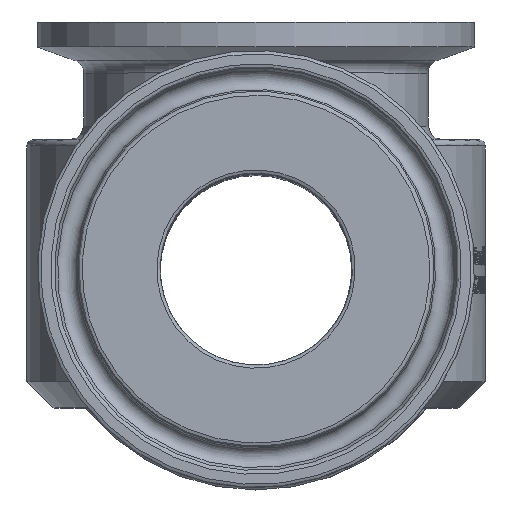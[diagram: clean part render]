
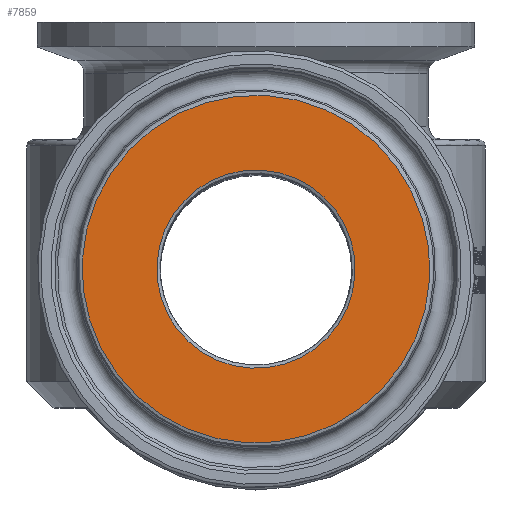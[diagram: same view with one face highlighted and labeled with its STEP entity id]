
A CAD part, top view. The second image highlights one B-rep face of the part: STEP entity #7859.
In plain terms, the highlighted planar face has unit normal (0, 0, 1).
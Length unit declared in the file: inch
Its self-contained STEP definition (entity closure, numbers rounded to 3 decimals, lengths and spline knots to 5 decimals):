
#158=FACE_BOUND('',#1469,.T.);
#372=PLANE('',#8374);
#961=FACE_OUTER_BOUND('',#1468,.T.);
#1468=EDGE_LOOP('',(#7201));
#1469=EDGE_LOOP('',(#7202));
#1739=CIRCLE('',#8373,0.45);
#1740=CIRCLE('',#8375,0.78916);
#3872=VERTEX_POINT('',#16718);
#3873=VERTEX_POINT('',#16721);
#4998=EDGE_CURVE('',#3872,#3872,#1739,.T.);
#4999=EDGE_CURVE('',#3873,#3873,#1740,.T.);
#7201=ORIENTED_EDGE('',*,*,#4999,.F.);
#7202=ORIENTED_EDGE('',*,*,#4998,.F.);
#7859=ADVANCED_FACE('',(#961,#158),#372,.T.);
#8373=AXIS2_PLACEMENT_3D('',#16719,#9887,#9888);
#8374=AXIS2_PLACEMENT_3D('',#16720,#9889,#9890);
#8375=AXIS2_PLACEMENT_3D('',#16722,#9891,#9892);
#9887=DIRECTION('center_axis',(0.,0.,
1.));
#9888=DIRECTION('ref_axis',(0.23,0.973,0.));
#9889=DIRECTION('center_axis',(0.,0.,
1.));
#9890=DIRECTION('ref_axis',(-0.973,0.23,0.));
#9891=DIRECTION('center_axis',(0.,0.,
-1.));
#9892=DIRECTION('ref_axis',(0.23,0.973,0.));
#16718=CARTESIAN_POINT('',(-0.1037,-1.56289,3.));
#16719=CARTESIAN_POINT('Origin',(0.,-1.125,3.));
#16720=CARTESIAN_POINT('Origin',(-0.18508,-1.90654,3.));
#16721=CARTESIAN_POINT('',(-0.18185,-1.89292,3.));
#16722=CARTESIAN_POINT('Origin',(0.,-1.125,3.));
